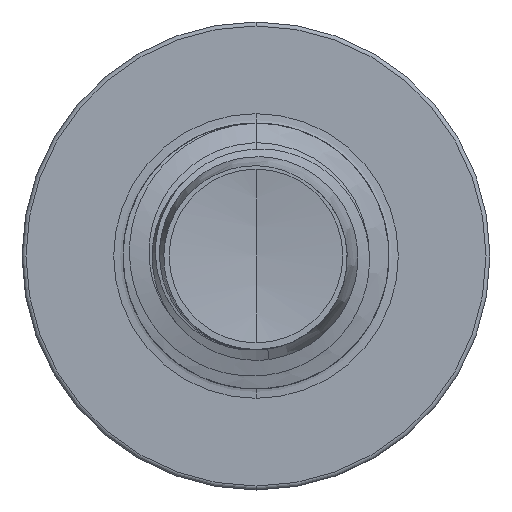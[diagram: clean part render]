
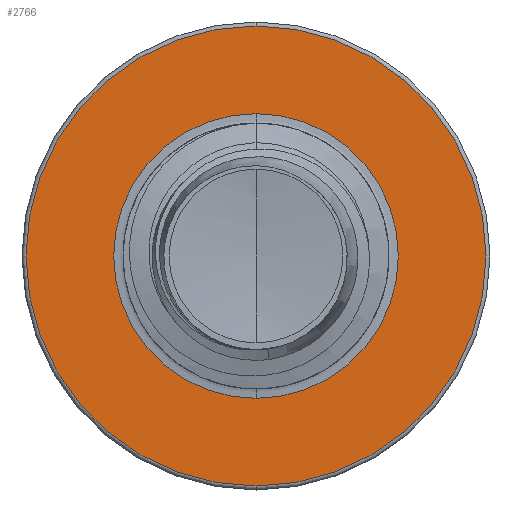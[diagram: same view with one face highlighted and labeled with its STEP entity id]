
A CAD part, front view. The second image highlights one B-rep face of the part: STEP entity #2766.
In plain terms, the highlighted planar face has unit normal (0, -1, 0).
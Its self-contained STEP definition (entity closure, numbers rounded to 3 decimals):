
#767 = CARTESIAN_POINT ( 'NONE',  ( 0., 30., -2.677 ) ) ;
#973 = AXIS2_PLACEMENT_3D ( 'NONE', #767, #11987, #10513 ) ;
#2766 = ADVANCED_FACE ( 'NONE', ( #58551, #23237 ), #38388, .F. ) ;
#3439 = DIRECTION ( 'NONE',  ( 0., 1., 0. ) ) ;
#9311 = ORIENTED_EDGE ( 'NONE', *, *, #27381, .T. ) ;
#10513 = DIRECTION ( 'NONE',  ( 0., 0., 1. ) ) ;
#11688 = CARTESIAN_POINT ( 'NONE',  ( 0., 30., 0. ) ) ;
#11987 = DIRECTION ( 'NONE',  ( 0., 1., 0. ) ) ;
#14624 = CARTESIAN_POINT ( 'NONE',  ( 0., 30., 0. ) ) ;
#15318 = AXIS2_PLACEMENT_3D ( 'NONE', #32831, #3439, #37186 ) ;
#15666 = CARTESIAN_POINT ( 'NONE',  ( 0., 30., 0. ) ) ;
#16687 = DIRECTION ( 'NONE',  ( 0., 0., 1. ) ) ;
#16930 = CIRCLE ( 'NONE', #42621, 2.677 ) ;
#18520 = EDGE_CURVE ( 'NONE', #32242, #41853, #53977, .T. ) ;
#18603 = AXIS2_PLACEMENT_3D ( 'NONE', #14624, #46472, #19569 ) ;
#19569 = DIRECTION ( 'NONE',  ( 0., 0., 1. ) ) ;
#20610 = DIRECTION ( 'NONE',  ( 0., 0., 1. ) ) ;
#20993 = ORIENTED_EDGE ( 'NONE', *, *, #40503, .F. ) ;
#23237 = FACE_BOUND ( 'NONE', #48843, .T. ) ;
#24159 = CARTESIAN_POINT ( 'NONE',  ( 0., 30., 4.325 ) ) ;
#27381 = EDGE_CURVE ( 'NONE', #43064, #42557, #16930, .T. ) ;
#28278 = CIRCLE ( 'NONE', #18603, 4.325 ) ;
#29795 = CIRCLE ( 'NONE', #15318, 2.677 ) ;
#32242 = VERTEX_POINT ( 'NONE', #49340 ) ;
#32831 = CARTESIAN_POINT ( 'NONE',  ( 0., 30., 0. ) ) ;
#32892 = EDGE_LOOP ( 'NONE', ( #20993, #44887 ) ) ;
#34856 = ORIENTED_EDGE ( 'NONE', *, *, #40018, .T. ) ;
#37186 = DIRECTION ( 'NONE',  ( 0., 0., 1. ) ) ;
#37192 = AXIS2_PLACEMENT_3D ( 'NONE', #15666, #47352, #20610 ) ;
#38388 = PLANE ( 'NONE',  #973 ) ;
#40018 = EDGE_CURVE ( 'NONE', #42557, #43064, #29795, .T. ) ;
#40503 = EDGE_CURVE ( 'NONE', #41853, #32242, #28278, .T. ) ;
#41853 = VERTEX_POINT ( 'NONE', #24159 ) ;
#42557 = VERTEX_POINT ( 'NONE', #56973 ) ;
#42621 = AXIS2_PLACEMENT_3D ( 'NONE', #11688, #44027, #16687 ) ;
#43064 = VERTEX_POINT ( 'NONE', #52951 ) ;
#44027 = DIRECTION ( 'NONE',  ( 0., 1., 0. ) ) ;
#44887 = ORIENTED_EDGE ( 'NONE', *, *, #18520, .F. ) ;
#46472 = DIRECTION ( 'NONE',  ( 0., 1., 0. ) ) ;
#47352 = DIRECTION ( 'NONE',  ( 0., 1., 0. ) ) ;
#48843 = EDGE_LOOP ( 'NONE', ( #9311, #34856 ) ) ;
#49340 = CARTESIAN_POINT ( 'NONE',  ( 0., 30., -4.325 ) ) ;
#52951 = CARTESIAN_POINT ( 'NONE',  ( 0., 30., 2.677 ) ) ;
#53977 = CIRCLE ( 'NONE', #37192, 4.325 ) ;
#56973 = CARTESIAN_POINT ( 'NONE',  ( 0., 30., -2.677 ) ) ;
#58551 = FACE_OUTER_BOUND ( 'NONE', #32892, .T. ) ;
